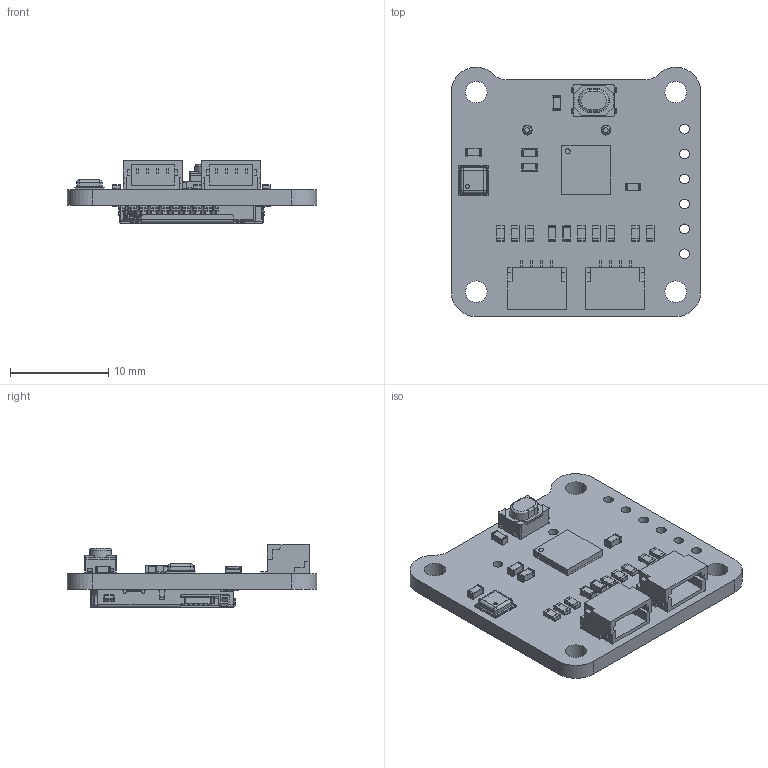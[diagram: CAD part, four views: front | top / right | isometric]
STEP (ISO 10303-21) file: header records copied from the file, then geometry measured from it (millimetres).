
FILE_DESCRIPTION(('KiCad electronic assembly'),'2;1');
FILE_NAME('BME688-ML-V1-PCB-3D.step','2024-09-30T12:50:45',('Pcbnew'),( 'Kicad'),'Open CASCADE STEP processor 7.6','KiCad to STEP converter' ,'Unknown');
FILE_SCHEMA(('AUTOMOTIVE_DESIGN { 1 0 10303 214 1 1 1 1 }'));
Length unit declared in the file: millimetre
Products named in the file (21): BME688-ML-V1-PCB-3D 1; SPARKFUN_QWIIC_RIGHT_ANGLE; SPARKFUN_QWIIC_RIGHT_ANGLE_X; R0603; Part 4; Part 3; Part 2; Part 1; C0603; QFN-32-1EP_5x5mm_P0.5mm_EP3.45x3.45mm; QFN-32-1EP_5x5mm_Pitch0.5mm; 4341x30258x6; Assem1; BME688; BME680; CUI_DEVICES_MSD-1-A; kibot_rmvhxcgl_PCB
Assembly tree (34 placements, depth 3):
  BME688-ML-V1-PCB-3D 1
    SPARKFUN_QWIIC_RIGHT_ANGLE  x2
      SPARKFUN_QWIIC_RIGHT_ANGLE_X
    R0603  x8
      Part 4
      Part 3
      Part 2
      Part 1
    C0603  x7
      Part 3
      Part 2
      Part 1
    QFN-32-1EP_5x5mm_P0.5mm_EP3.45x3.45mm
      QFN-32-1EP_5x5mm_Pitch0.5mm
    4341x30258x6
      Assem1
    BME688
      BME680
    CUI_DEVICES_MSD-1-A
      CUI_DEVICES_MSD-1-A
    kibot_rmvhxcgl_PCB
Bounding box: 25.4 x 25.4 x 6.4 mm (x, y, z)
Volume: 1278.8 mm3; surface area: 3344.5 mm2
Topology: 76 solids, 78 shells, 2561 faces, 6965 edges, 4467 vertices
Faces by surface type: plane 1853, cylinder 598, sphere 64, torus 23, bspline 12, cone 11
Full cylindrical faces by diameter (mm): 0.15 x1, 0.35 x1, 0.5 x1, 0.75 x1, 1 x8, 2.2 x4
Entity records: 70027 total; most frequent: CARTESIAN_POINT 16445, ORIENTED_EDGE 11002, DIRECTION 10241, EDGE_CURVE 5501, LINE 4369, VECTOR 4369, VERTEX_POINT 3577, AXIS2_PLACEMENT_3D 2936
